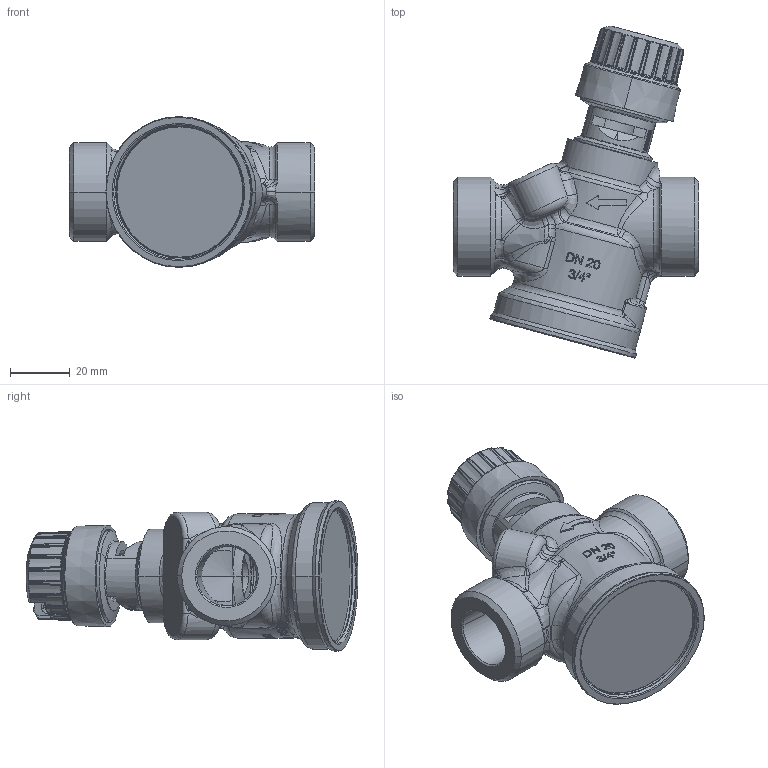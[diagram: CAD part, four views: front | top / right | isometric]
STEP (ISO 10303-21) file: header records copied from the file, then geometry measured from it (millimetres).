
FILE_DESCRIPTION((''),'2;1');
FILE_NAME('AVQML_DN20_STEP_ASM','2024-08-27T15:32:21',('U371517'),('Danfoss'),'CREO PARAMETRIC BY PTC INC, 2022124','CREO PARAMETRIC BY PTC INC, 2022124','');
FILE_SCHEMA(('CONFIG_CONTROL_DESIGN'));
Products named in the file (6): 89053120_1_1; 89053970_1_1; 89054050_MARKING_1_1; 89054360_1_1_1; 003Z8203_ASM_1_ASM_1_ASM; AVQML_DN20_STEP_ASM
Assembly tree (5 placements, depth 3):
  AVQML_DN20_STEP_ASM
    003Z8203_ASM_1_ASM_1_ASM
      89053120_1_1
      89053970_1_1
      89054050_MARKING_1_1
      89054360_1_1_1
Bounding box: 82 x 111.04 x 50.4 mm (x, y, z)
Volume: 78536.6 mm3; surface area: 43632.3 mm2
Topology: 4 solids, 4 shells, 2718 faces, 7408 edges, 4784 vertices
Faces by surface type: bspline 1015, plane 506, extrusion 464, cylinder 341, torus 200, cone 132, sphere 60
Entity records: 130441 total; most frequent: CARTESIAN_POINT 71083, ORIENTED_EDGE 14700, DIRECTION 8284, EDGE_CURVE 7350, VERTEX_POINT 4784, B_SPLINE_CURVE_WITH_KNOTS 4094, EDGE_LOOP 2880, AXIS2_PLACEMENT_3D 2846
